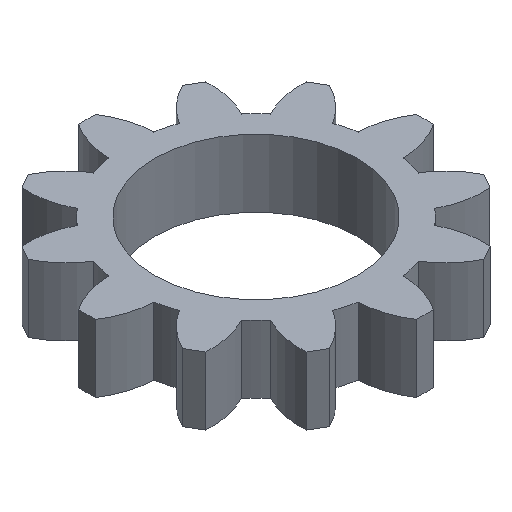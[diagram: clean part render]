
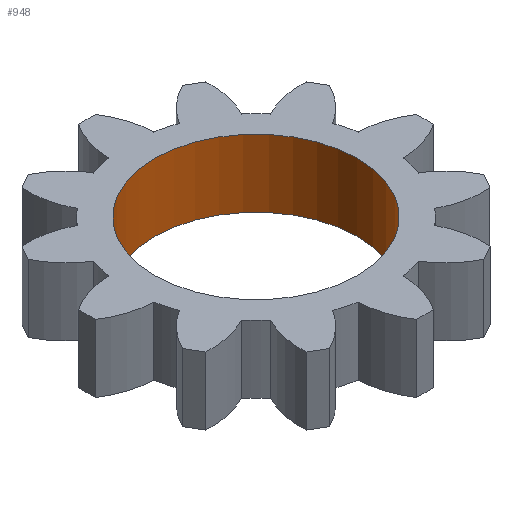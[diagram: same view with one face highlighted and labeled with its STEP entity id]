
A CAD part, isometric view. The second image highlights one B-rep face of the part: STEP entity #948.
In plain terms, the highlighted cylindrical face has radius 12 mm (diameter 24 mm), a full revolution.
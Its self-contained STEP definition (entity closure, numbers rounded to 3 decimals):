
#60 = ORIENTED_EDGE ( 'NONE', *, *, #464, .F. ) ;
#100 = DIRECTION ( 'NONE',  ( 1., 0., 0. ) ) ;
#158 = EDGE_LOOP ( 'NONE', ( #915 ) ) ;
#179 = AXIS2_PLACEMENT_3D ( 'NONE', #955, #1217, #1090 ) ;
#234 = AXIS2_PLACEMENT_3D ( 'NONE', #838, #942, #1627 ) ;
#302 = EDGE_LOOP ( 'NONE', ( #60 ) ) ;
#320 = CIRCLE ( 'NONE', #1412, 12. ) ;
#367 = CARTESIAN_POINT ( 'NONE',  ( 0., 0., 8. ) ) ;
#416 = CYLINDRICAL_SURFACE ( 'NONE', #179, 12. ) ;
#464 = EDGE_CURVE ( 'NONE', #754, #754, #1560, .T. ) ;
#601 = EDGE_CURVE ( 'NONE', #1281, #1281, #320, .T. ) ;
#674 = FACE_OUTER_BOUND ( 'NONE', #158, .T. ) ;
#754 = VERTEX_POINT ( 'NONE', #1186 ) ;
#782 = CARTESIAN_POINT ( 'NONE',  ( 12., 0., 8. ) ) ;
#838 = CARTESIAN_POINT ( 'NONE',  ( 0., 0., 0. ) ) ;
#907 = DIRECTION ( 'NONE',  ( 0., 0., 1. ) ) ;
#915 = ORIENTED_EDGE ( 'NONE', *, *, #601, .T. ) ;
#942 = DIRECTION ( 'NONE',  ( 0., 0., 1. ) ) ;
#948 = ADVANCED_FACE ( 'NONE', ( #674, #1342 ), #416, .F. ) ;
#955 = CARTESIAN_POINT ( 'NONE',  ( 0., 0., 8. ) ) ;
#1090 = DIRECTION ( 'NONE',  ( -1., 0., 0. ) ) ;
#1186 = CARTESIAN_POINT ( 'NONE',  ( 12., 0., 0. ) ) ;
#1217 = DIRECTION ( 'NONE',  ( 0., 0., -1. ) ) ;
#1281 = VERTEX_POINT ( 'NONE', #782 ) ;
#1342 = FACE_OUTER_BOUND ( 'NONE', #302, .T. ) ;
#1412 = AXIS2_PLACEMENT_3D ( 'NONE', #367, #907, #100 ) ;
#1560 = CIRCLE ( 'NONE', #234, 12. ) ;
#1627 = DIRECTION ( 'NONE',  ( 1., 0., 0. ) ) ;
